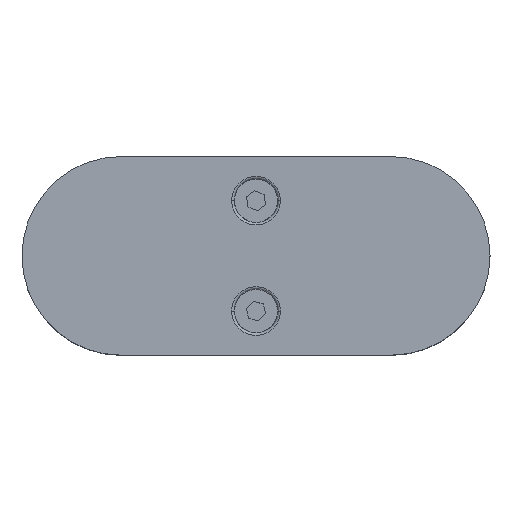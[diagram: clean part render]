
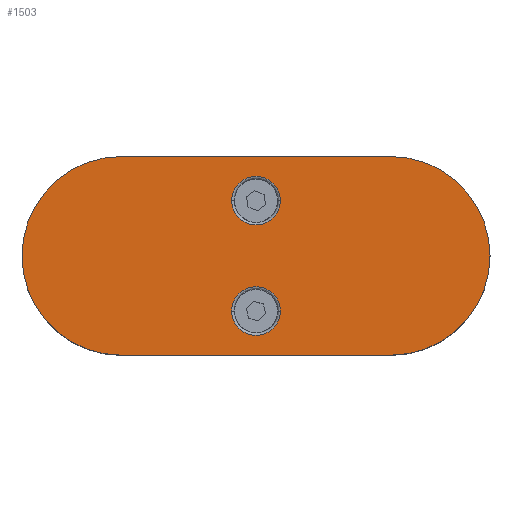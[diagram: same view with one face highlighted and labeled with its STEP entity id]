
A CAD part, top view. The second image highlights one B-rep face of the part: STEP entity #1503.
In plain terms, the highlighted planar face has unit normal (0, 0, 1).
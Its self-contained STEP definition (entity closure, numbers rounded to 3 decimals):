
#25 = EDGE_CURVE ( 'NONE', #1487, #3401, #1444, .T. ) ;
#51 = CIRCLE ( 'NONE', #2857, 5.5 ) ;
#64 = CARTESIAN_POINT ( 'NONE',  ( -30.5, -22.5, 15. ) ) ;
#65 = CARTESIAN_POINT ( 'NONE',  ( 0., 12.5, 15. ) ) ;
#225 = DIRECTION ( 'NONE',  ( 1., 0., 0. ) ) ;
#275 = EDGE_LOOP ( 'NONE', ( #3141, #1731, #559, #1515, #1152 ) ) ;
#276 = CARTESIAN_POINT ( 'NONE',  ( 30.5, 22.5, 15. ) ) ;
#315 = AXIS2_PLACEMENT_3D ( 'NONE', #3568, #2970, #2894 ) ;
#320 = FACE_BOUND ( 'NONE', #2159, .T. ) ;
#325 = DIRECTION ( 'NONE',  ( -1., 0., 0. ) ) ;
#338 = AXIS2_PLACEMENT_3D ( 'NONE', #815, #1390, #225 ) ;
#425 = VERTEX_POINT ( 'NONE', #1355 ) ;
#460 = CIRCLE ( 'NONE', #338, 22.5 ) ;
#520 = EDGE_CURVE ( 'NONE', #1132, #3224, #51, .T. ) ;
#559 = ORIENTED_EDGE ( 'NONE', *, *, #3265, .T. ) ;
#578 = EDGE_CURVE ( 'NONE', #1564, #425, #3282, .T. ) ;
#655 = AXIS2_PLACEMENT_3D ( 'NONE', #3351, #2725, #3081 ) ;
#657 = CARTESIAN_POINT ( 'NONE',  ( 5.5, -12.5, 15. ) ) ;
#746 = CARTESIAN_POINT ( 'NONE',  ( -30.5, -22.5, 15. ) ) ;
#770 = ORIENTED_EDGE ( 'NONE', *, *, #2155, .T. ) ;
#815 = CARTESIAN_POINT ( 'NONE',  ( 30.5, 0., 15. ) ) ;
#991 = EDGE_LOOP ( 'NONE', ( #2985, #1727 ) ) ;
#1043 = CARTESIAN_POINT ( 'NONE',  ( -5.5, 12.5, 15. ) ) ;
#1099 = CIRCLE ( 'NONE', #2702, 5.5 ) ;
#1102 = AXIS2_PLACEMENT_3D ( 'NONE', #3719, #2923, #1459 ) ;
#1122 = CARTESIAN_POINT ( 'NONE',  ( -30.5, 0., 15. ) ) ;
#1132 = VERTEX_POINT ( 'NONE', #3120 ) ;
#1135 = VECTOR ( 'NONE', #325, 1000. ) ;
#1146 = DIRECTION ( 'NONE',  ( 0., 0., -1. ) ) ;
#1152 = ORIENTED_EDGE ( 'NONE', *, *, #25, .T. ) ;
#1174 = PLANE ( 'NONE',  #1102 ) ;
#1244 = AXIS2_PLACEMENT_3D ( 'NONE', #1122, #3361, #2789 ) ;
#1355 = CARTESIAN_POINT ( 'NONE',  ( -5.5, -12.5, 15. ) ) ;
#1367 = EDGE_CURVE ( 'NONE', #3224, #1132, #3498, .T. ) ;
#1390 = DIRECTION ( 'NONE',  ( 0., 0., 1. ) ) ;
#1444 = LINE ( 'NONE', #2564, #1135 ) ;
#1453 = DIRECTION ( 'NONE',  ( 0., 0., -1. ) ) ;
#1459 = DIRECTION ( 'NONE',  ( 1., 0., 0. ) ) ;
#1473 = CARTESIAN_POINT ( 'NONE',  ( 0., 12.5, 15. ) ) ;
#1487 = VERTEX_POINT ( 'NONE', #276 ) ;
#1503 = ADVANCED_FACE ( 'NONE', ( #320, #2859, #2058 ), #1174, .T. ) ;
#1515 = ORIENTED_EDGE ( 'NONE', *, *, #3515, .T. ) ;
#1564 = VERTEX_POINT ( 'NONE', #657 ) ;
#1727 = ORIENTED_EDGE ( 'NONE', *, *, #1367, .T. ) ;
#1731 = ORIENTED_EDGE ( 'NONE', *, *, #3206, .T. ) ;
#1782 = EDGE_CURVE ( 'NONE', #3401, #2657, #3186, .T. ) ;
#1943 = CARTESIAN_POINT ( 'NONE',  ( 0., -12.5, 15. ) ) ;
#2058 = FACE_OUTER_BOUND ( 'NONE', #275, .T. ) ;
#2121 = CARTESIAN_POINT ( 'NONE',  ( -30.5, 22.5, 15. ) ) ;
#2155 = EDGE_CURVE ( 'NONE', #425, #1564, #1099, .T. ) ;
#2159 = EDGE_LOOP ( 'NONE', ( #2428, #770 ) ) ;
#2294 = DIRECTION ( 'NONE',  ( 1., 0., 0. ) ) ;
#2428 = ORIENTED_EDGE ( 'NONE', *, *, #578, .T. ) ;
#2477 = VECTOR ( 'NONE', #2633, 1000. ) ;
#2564 = CARTESIAN_POINT ( 'NONE',  ( -30.5, 22.5, 15. ) ) ;
#2633 = DIRECTION ( 'NONE',  ( 1., 0., 0. ) ) ;
#2657 = VERTEX_POINT ( 'NONE', #2678 ) ;
#2678 = CARTESIAN_POINT ( 'NONE',  ( -53., 0., 15. ) ) ;
#2702 = AXIS2_PLACEMENT_3D ( 'NONE', #1943, #3116, #3364 ) ;
#2725 = DIRECTION ( 'NONE',  ( 0., 0., -1. ) ) ;
#2789 = DIRECTION ( 'NONE',  ( 1., 0., 0. ) ) ;
#2831 = CIRCLE ( 'NONE', #1244, 22.5 ) ;
#2849 = CARTESIAN_POINT ( 'NONE',  ( 30.5, -22.5, 15. ) ) ;
#2857 = AXIS2_PLACEMENT_3D ( 'NONE', #65, #1453, #2294 ) ;
#2859 = FACE_BOUND ( 'NONE', #991, .T. ) ;
#2894 = DIRECTION ( 'NONE',  ( 1., 0., 0. ) ) ;
#2923 = DIRECTION ( 'NONE',  ( 0., 0., 1. ) ) ;
#2970 = DIRECTION ( 'NONE',  ( 0., 0., 1. ) ) ;
#2973 = VERTEX_POINT ( 'NONE', #746 ) ;
#2985 = ORIENTED_EDGE ( 'NONE', *, *, #520, .T. ) ;
#3081 = DIRECTION ( 'NONE',  ( 1., 0., 0. ) ) ;
#3116 = DIRECTION ( 'NONE',  ( 0., 0., -1. ) ) ;
#3120 = CARTESIAN_POINT ( 'NONE',  ( 5.5, 12.5, 15. ) ) ;
#3141 = ORIENTED_EDGE ( 'NONE', *, *, #1782, .T. ) ;
#3186 = CIRCLE ( 'NONE', #315, 22.5 ) ;
#3206 = EDGE_CURVE ( 'NONE', #2657, #2973, #2831, .T. ) ;
#3224 = VERTEX_POINT ( 'NONE', #1043 ) ;
#3265 = EDGE_CURVE ( 'NONE', #2973, #3293, #3463, .T. ) ;
#3282 = CIRCLE ( 'NONE', #655, 5.5 ) ;
#3293 = VERTEX_POINT ( 'NONE', #2849 ) ;
#3351 = CARTESIAN_POINT ( 'NONE',  ( 0., -12.5, 15. ) ) ;
#3361 = DIRECTION ( 'NONE',  ( 0., 0., 1. ) ) ;
#3364 = DIRECTION ( 'NONE',  ( 1., 0., 0. ) ) ;
#3401 = VERTEX_POINT ( 'NONE', #2121 ) ;
#3402 = DIRECTION ( 'NONE',  ( 1., 0., 0. ) ) ;
#3463 = LINE ( 'NONE', #64, #2477 ) ;
#3498 = CIRCLE ( 'NONE', #3677, 5.5 ) ;
#3515 = EDGE_CURVE ( 'NONE', #3293, #1487, #460, .T. ) ;
#3568 = CARTESIAN_POINT ( 'NONE',  ( -30.5, 0., 15. ) ) ;
#3677 = AXIS2_PLACEMENT_3D ( 'NONE', #1473, #1146, #3402 ) ;
#3719 = CARTESIAN_POINT ( 'NONE',  ( -30.5, 0., 15. ) ) ;
